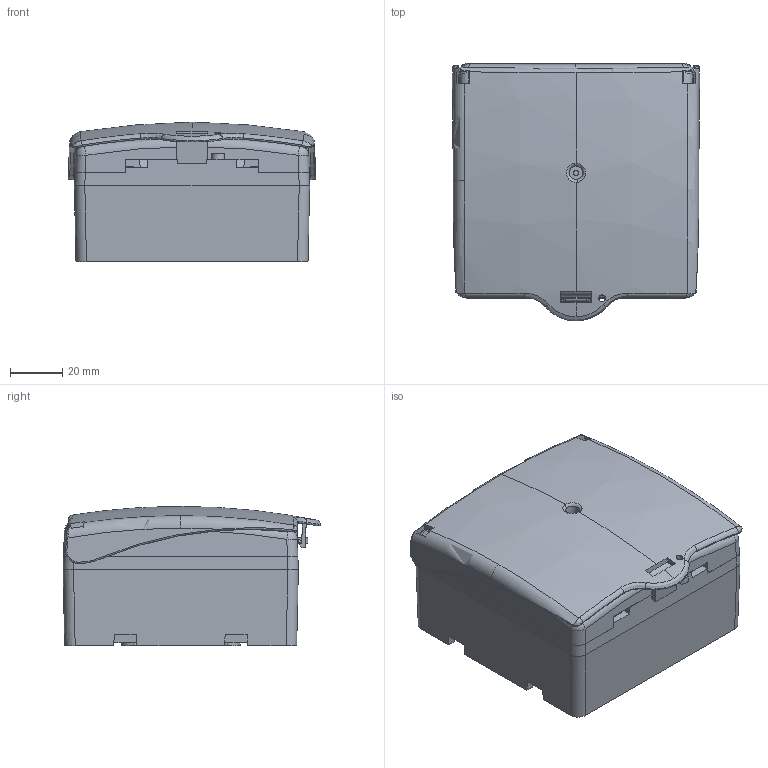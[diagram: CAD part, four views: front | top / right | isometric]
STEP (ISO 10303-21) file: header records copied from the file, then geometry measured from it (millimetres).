
FILE_DESCRIPTION (( 'STEP AP214' ), '1' );
FILE_NAME ('SHOKV1.STEP', '2021-10-06T13:24:52', ( '' ), ( '' ), 'SwSTEP 2.0', 'SolidWorks 2020', '' );
FILE_SCHEMA (( 'AUTOMOTIVE_DESIGN' ));
Length unit declared in the file: millimetre
Products named in the file (17): LB0221-STATE LABEL; PP0409-PROTECTION LID R2; PP0412-STATE WINDOWS_config horizontale E (OK); PCB0102-1 CONTACT PCB V1.0; FP0191-BN 84229 - 3x25 hexalobular socket pan head screw; PP0406-UPPER CASING_sans opercules; LB0153-BATCH NUMBER LABEL; BN_6404_1983415_hexalobular_socket_button_head_screw_M3x16; PP0407-MIDDLE CASING_insertion PCB invers‚e; MP0575_COMPRESSION SPRING modif_L1; ISO - 4032 - M3 - D - S_ISO - 4032 - M3 - D - S; MP0576_COMPRESSION SPRING modif_L1; LB0220-PUSHING LABEL_FR-DEVERROUILLAGE D''URGENCE + APPUYER ICI; PP0408-LOWER CASING_vis thermoplastique; DOC0049-INTRUCTION NOTICE^AS0261-MANUAL CALL POINT; PP0411-PUSHING WINDOWS; SHOKV1
Assembly tree (16 placements, depth 2):
  DOC0049-INTRUCTION NOTICE^AS0261-MANUAL CALL POINT
  SHOKV1
    PP0406-UPPER CASING_sans opercules
    PP0407-MIDDLE CASING_insertion PCB invers‚e
    LB0153-BATCH NUMBER LABEL
    PP0408-LOWER CASING_vis thermoplastique
    PP0409-PROTECTION LID R2
    PP0411-PUSHING WINDOWS
    LB0220-PUSHING LABEL_FR-DEVERROUILLAGE D''URGENCE + APPUYER ICI
    PP0412-STATE WINDOWS_config horizontale E (OK)
    LB0221-STATE LABEL
    PCB0102-1 CONTACT PCB V1.0
    ISO - 4032 - M3 - D - S_ISO - 4032 - M3 - D - S
    MP0575_COMPRESSION SPRING modif_L1
    MP0576_COMPRESSION SPRING modif_L1  x2
    BN_6404_1983415_hexalobular_socket_button_head_screw_M3x16
    FP0191-BN 84229 - 3x25 hexalobular socket pan head screw
Bounding box: 94.51 x 98.65 x 53.2 mm (x, y, z)
Volume: 137918.4 mm3; surface area: 143293 mm2
Topology: 67 solids, 67 shells, 2767 faces, 7380 edges, 4781 vertices
Faces by surface type: plane 1762, cone 338, cylinder 315, bspline 230, torus 80, sphere 42
Entity records: 123169 total; most frequent: CARTESIAN_POINT 44811, ORIENTED_EDGE 14722, DIRECTION 12869, EDGE_CURVE 7361, LINE 5041, VECTOR 5041, VERTEX_POINT 4767, AXIS2_PLACEMENT_3D 3914
